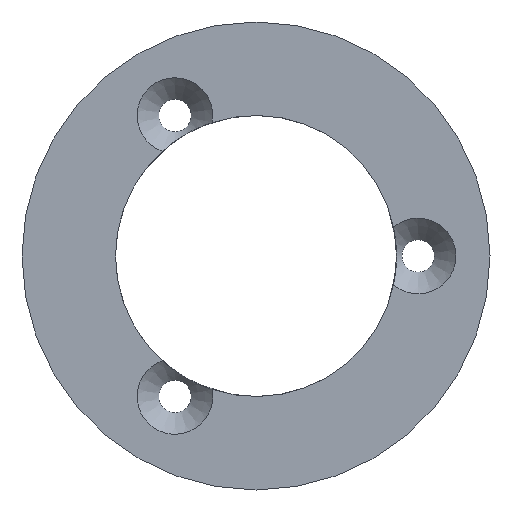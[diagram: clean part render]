
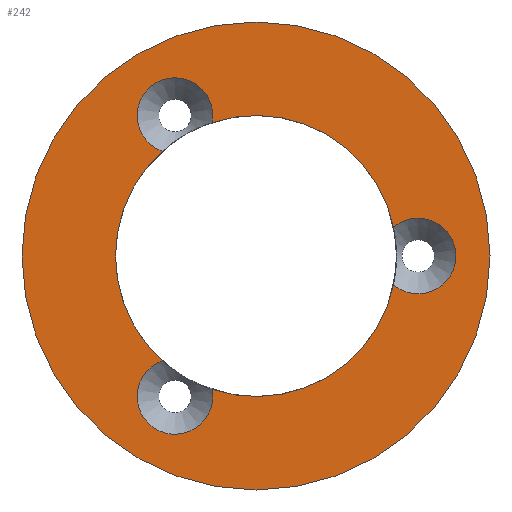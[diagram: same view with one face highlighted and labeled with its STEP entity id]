
A CAD part, front view. The second image highlights one B-rep face of the part: STEP entity #242.
In plain terms, the highlighted planar face has unit normal (0, -1, 0).
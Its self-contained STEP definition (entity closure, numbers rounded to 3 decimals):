
#15=FACE_BOUND('',#42,.T.);
#21=PLANE('',#276);
#29=FACE_OUTER_BOUND('',#41,.T.);
#41=EDGE_LOOP('',(#181));
#42=EDGE_LOOP('',(#182,#183,#184,#185,#186,#187,#188,#189));
#81=CIRCLE('',#268,13.);
#82=CIRCLE('',#269,13.);
#83=CIRCLE('',#270,13.);
#84=CIRCLE('',#272,3.5);
#87=CIRCLE('',#275,3.5);
#88=CIRCLE('',#277,21.65);
#89=CIRCLE('',#278,3.5);
#90=CIRCLE('',#279,3.5);
#91=CIRCLE('',#280,3.5);
#104=VERTEX_POINT('',#385);
#105=VERTEX_POINT('',#394);
#106=VERTEX_POINT('',#396);
#107=VERTEX_POINT('',#411);
#109=VERTEX_POINT('',#420);
#110=VERTEX_POINT('',#433);
#111=VERTEX_POINT('',#444);
#114=VERTEX_POINT('',#453);
#115=VERTEX_POINT('',#456);
#129=EDGE_CURVE('',#105,#104,#81,.T.);
#131=EDGE_CURVE('',#107,#106,#82,.T.);
#134=EDGE_CURVE('',#110,#109,#83,.T.);
#136=EDGE_CURVE('',#111,#110,#84,.T.);
#140=EDGE_CURVE('',#104,#111,#87,.T.);
#141=EDGE_CURVE('',#114,#114,#88,.T.);
#142=EDGE_CURVE('',#109,#107,#89,.T.);
#143=EDGE_CURVE('',#106,#115,#90,.T.);
#144=EDGE_CURVE('',#115,#105,#91,.T.);
#181=ORIENTED_EDGE('',*,*,#141,.F.);
#182=ORIENTED_EDGE('',*,*,#129,.T.);
#183=ORIENTED_EDGE('',*,*,#140,.T.);
#184=ORIENTED_EDGE('',*,*,#136,.T.);
#185=ORIENTED_EDGE('',*,*,#134,.T.);
#186=ORIENTED_EDGE('',*,*,#142,.T.);
#187=ORIENTED_EDGE('',*,*,#131,.T.);
#188=ORIENTED_EDGE('',*,*,#143,.T.);
#189=ORIENTED_EDGE('',*,*,#144,.T.);
#242=ADVANCED_FACE('',(#29,#15),#21,.F.);
#268=AXIS2_PLACEMENT_3D('',#395,#307,#308);
#269=AXIS2_PLACEMENT_3D('',#412,#309,#310);
#270=AXIS2_PLACEMENT_3D('',#434,#311,#312);
#272=AXIS2_PLACEMENT_3D('',#445,#315,#316);
#275=AXIS2_PLACEMENT_3D('',#451,#322,#323);
#276=AXIS2_PLACEMENT_3D('',#452,#324,#325);
#277=AXIS2_PLACEMENT_3D('',#454,#326,#327);
#278=AXIS2_PLACEMENT_3D('',#455,#328,#329);
#279=AXIS2_PLACEMENT_3D('',#457,#330,#331);
#280=AXIS2_PLACEMENT_3D('',#458,#332,#333);
#307=DIRECTION('center_axis',(0.,1.,0.));
#308=DIRECTION('ref_axis',(-1.,0.,0.));
#309=DIRECTION('center_axis',(0.,1.,0.));
#310=DIRECTION('ref_axis',(-1.,0.,0.));
#311=DIRECTION('center_axis',(0.,1.,0.));
#312=DIRECTION('ref_axis',(-1.,0.,0.));
#315=DIRECTION('center_axis',(0.,1.,0.));
#316=DIRECTION('ref_axis',(0.,0.,-1.));
#322=DIRECTION('center_axis',(0.,1.,0.));
#323=DIRECTION('ref_axis',(0.,0.,-1.));
#324=DIRECTION('center_axis',(0.,1.,0.));
#325=DIRECTION('ref_axis',(1.,0.,0.));
#326=DIRECTION('center_axis',(0.,1.,0.));
#327=DIRECTION('ref_axis',(1.,0.,0.));
#328=DIRECTION('center_axis',(0.,1.,0.));
#329=DIRECTION('ref_axis',(0.,0.,-1.));
#330=DIRECTION('center_axis',(0.,1.,0.));
#331=DIRECTION('ref_axis',(0.,0.,-1.));
#332=DIRECTION('center_axis',(0.,1.,0.));
#333=DIRECTION('ref_axis',(0.,0.,-1.));
#385=CARTESIAN_POINT('',(12.725,0.,2.66));
#394=CARTESIAN_POINT('',(-4.059,0.,12.35));
#395=CARTESIAN_POINT('Origin',(0.,0.,0.));
#396=CARTESIAN_POINT('',(-8.666,0.,9.69));
#411=CARTESIAN_POINT('',(-8.666,0.,-9.69));
#412=CARTESIAN_POINT('Origin',(0.,0.,0.));
#420=CARTESIAN_POINT('',(-4.059,0.,-12.35));
#433=CARTESIAN_POINT('',(12.725,0.,-2.66));
#434=CARTESIAN_POINT('Origin',(0.,0.,0.));
#444=CARTESIAN_POINT('',(15.,0.,3.5));
#445=CARTESIAN_POINT('Origin',(15.,0.,0.));
#451=CARTESIAN_POINT('Origin',(15.,0.,0.));
#452=CARTESIAN_POINT('Origin',(0.,0.,0.));
#453=CARTESIAN_POINT('',(-21.65,0.,0.));
#454=CARTESIAN_POINT('Origin',(0.,0.,0.));
#455=CARTESIAN_POINT('Origin',(-7.5,0.,-12.99));
#456=CARTESIAN_POINT('',(-7.5,0.,16.49));
#457=CARTESIAN_POINT('Origin',(-7.5,0.,12.99));
#458=CARTESIAN_POINT('Origin',(-7.5,0.,12.99));
